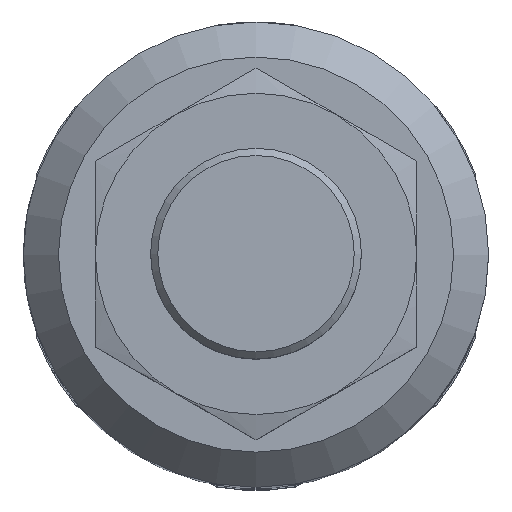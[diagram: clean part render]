
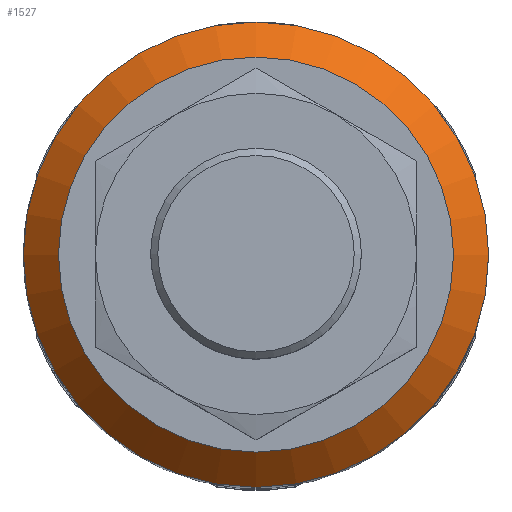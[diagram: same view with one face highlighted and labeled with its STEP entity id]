
A CAD part, top view. The second image highlights one B-rep face of the part: STEP entity #1527.
In plain terms, the highlighted conical face has half-angle 45 degrees and reference radius 39.75 mm.
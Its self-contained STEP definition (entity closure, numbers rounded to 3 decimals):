
#243=CIRCLE('',#1705,39.75);
#247=CIRCLE('',#1710,33.75);
#373=ORIENTED_EDGE('',*,*,#764,.T.);
#374=ORIENTED_EDGE('',*,*,#756,.F.);
#756=EDGE_CURVE('',#961,#961,#243,.T.);
#764=EDGE_CURVE('',#967,#967,#247,.T.);
#961=VERTEX_POINT('',#2445);
#967=VERTEX_POINT('',#2460);
#1175=EDGE_LOOP('',(#373));
#1176=EDGE_LOOP('',(#374));
#1339=FACE_BOUND('',#1175,.T.);
#1340=FACE_BOUND('',#1176,.T.);
#1484=CONICAL_SURFACE('',#1726,39.75,0.785);
#1527=ADVANCED_FACE('',(#1339,#1340),#1484,.T.);
#1705=AXIS2_PLACEMENT_3D('',#2444,#1933,#1934);
#1710=AXIS2_PLACEMENT_3D('',#2459,#1947,#1948);
#1726=AXIS2_PLACEMENT_3D('',#2483,#1979,#1980);
#1933=DIRECTION('',(0.,0.,-1.));
#1934=DIRECTION('',(-1.,0.,0.));
#1947=DIRECTION('',(0.,0.,-1.));
#1948=DIRECTION('',(-1.,0.,0.));
#1979=DIRECTION('',(0.,0.,-1.));
#1980=DIRECTION('',(-1.,0.,0.));
#2444=CARTESIAN_POINT('',(0.,0.,-6.));
#2445=CARTESIAN_POINT('',(-39.75,0.,-6.));
#2459=CARTESIAN_POINT('',(0.,0.,0.));
#2460=CARTESIAN_POINT('',(-33.75,0.,0.));
#2483=CARTESIAN_POINT('',(0.,0.,-6.));
